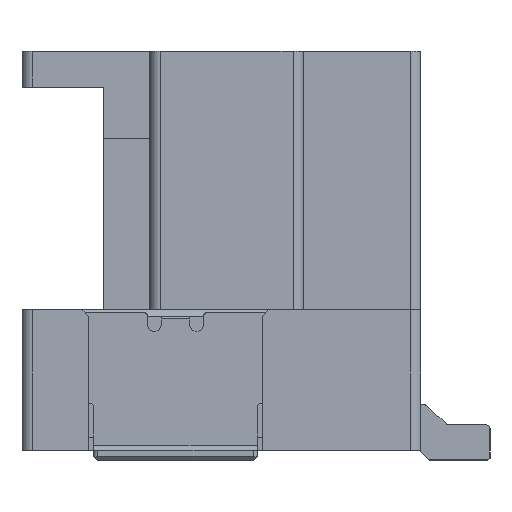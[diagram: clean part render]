
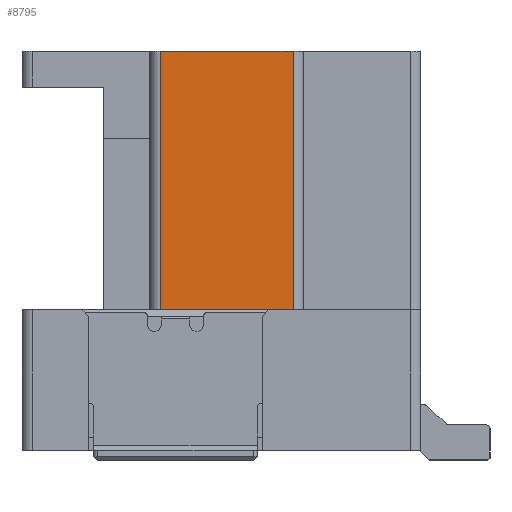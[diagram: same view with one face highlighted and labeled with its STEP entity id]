
A CAD part, left-side view. The second image highlights one B-rep face of the part: STEP entity #8795.
In plain terms, the highlighted planar face has unit normal (-1, 0, 0).
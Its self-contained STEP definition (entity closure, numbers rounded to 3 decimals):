
#3834=CARTESIAN_POINT('',(-9.85,1.2,7.8));
#3835=VERTEX_POINT('',#3834);
#3843=CARTESIAN_POINT('',(-9.85,-1.4,7.8));
#3844=VERTEX_POINT('',#3843);
#3845=CARTESIAN_POINT('',(-9.85,-1.4,7.8));
#3846=DIRECTION('',(0.,1.,0.));
#3847=VECTOR('',#3846,2.6);
#3848=LINE('',#3845,#3847);
#3849=EDGE_CURVE('',#3844,#3835,#3848,.T.);
#4235=CARTESIAN_POINT('',(-9.85,-1.4,2.75));
#4236=VERTEX_POINT('',#4235);
#4244=CARTESIAN_POINT('',(-9.85,1.2,2.75));
#4245=VERTEX_POINT('',#4244);
#4246=CARTESIAN_POINT('',(-9.85,-1.4,2.75));
#4247=DIRECTION('',(0.,1.,0.));
#4248=VECTOR('',#4247,2.6);
#4249=LINE('',#4246,#4248);
#4250=EDGE_CURVE('',#4236,#4245,#4249,.T.);
#8769=CARTESIAN_POINT('',(-9.85,1.2,7.8));
#8770=DIRECTION('',(0.,0.,-1.));
#8771=VECTOR('',#8770,5.05);
#8772=LINE('',#8769,#8771);
#8773=EDGE_CURVE('',#3835,#4245,#8772,.T.);
#8779=CARTESIAN_POINT('',(-9.85,1.15,5.275));
#8780=DIRECTION('',(0.,1.,0.));
#8781=DIRECTION('',(-1.,0.,0.));
#8782=AXIS2_PLACEMENT_3D('',#8779,#8781,#8780);
#8783=PLANE('',#8782);
#8784=ORIENTED_EDGE('',*,*,#3849,.T.);
#8785=ORIENTED_EDGE('',*,*,#8773,.T.);
#8786=ORIENTED_EDGE('',*,*,#4250,.F.);
#8787=CARTESIAN_POINT('',(-9.85,-1.4,2.75));
#8788=DIRECTION('',(0.,0.,1.));
#8789=VECTOR('',#8788,5.05);
#8790=LINE('',#8787,#8789);
#8791=EDGE_CURVE('',#4236,#3844,#8790,.T.);
#8792=ORIENTED_EDGE('',*,*,#8791,.T.);
#8793=EDGE_LOOP('',(#8784,#8785,#8786,#8792));
#8794=FACE_OUTER_BOUND('',#8793,.T.);
#8795=ADVANCED_FACE('',(#8794),#8783,.T.);
